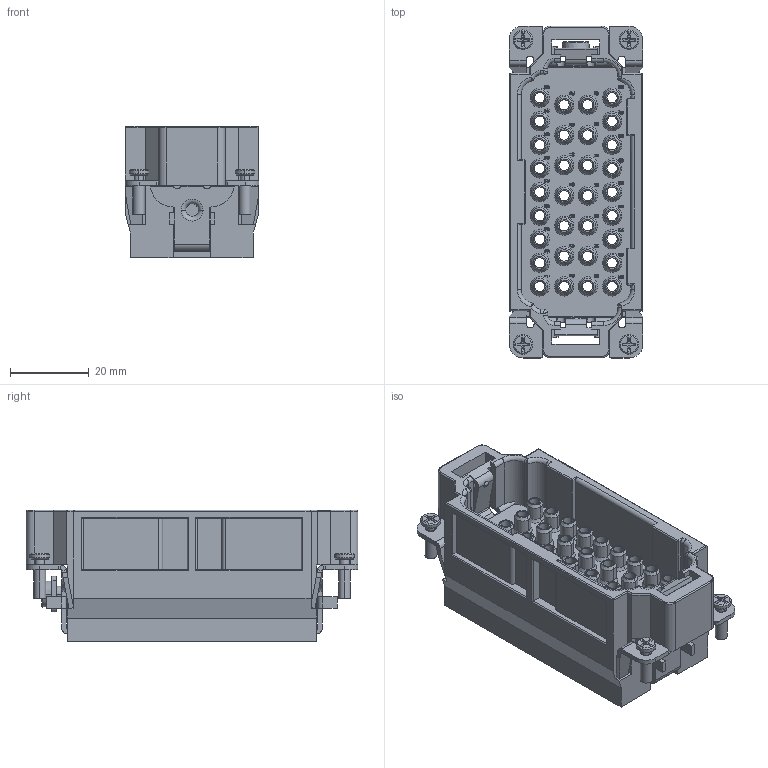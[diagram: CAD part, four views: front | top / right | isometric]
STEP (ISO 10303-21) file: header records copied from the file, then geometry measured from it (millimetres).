
FILE_DESCRIPTION((''),'2;1');
FILE_NAME('HEE-032-MC33-64','2017-08-10T',('tl.yang'),(''),'PRO/ENGINEER BY PARAMETRIC TECHNOLOGY CORPORATION, 2011500','PRO/ENGINEER BY PARAMETRIC TECHNOLOGY CORPORATION, 2011500','');
FILE_SCHEMA(('CONFIG_CONTROL_DESIGN'));
Products named in the file (1): HEE-032-MC33-64
Bounding box: 34.05 x 84.45 x 33.4 mm (x, y, z)
Volume: 39006.2 mm3; surface area: 31262.6 mm2
Topology: 1 solids, 2 shells, 6420 faces, 17955 edges, 11841 vertices
Faces by surface type: plane 5640, cylinder 496, cone 210, bspline 42, torus 20, sphere 12
Entity records: 204450 total; most frequent: CARTESIAN_POINT 38394, ORIENTED_EDGE 35894, DIRECTION 31726, EDGE_CURVE 17947, VECTOR 16632, LINE 16632, VERTEX_POINT 11841, AXIS2_PLACEMENT_3D 7547
